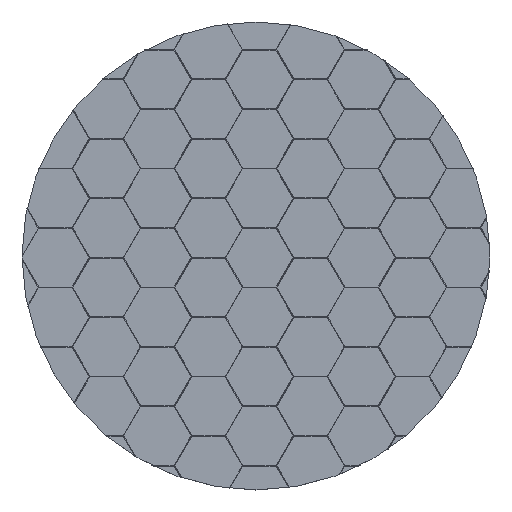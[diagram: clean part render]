
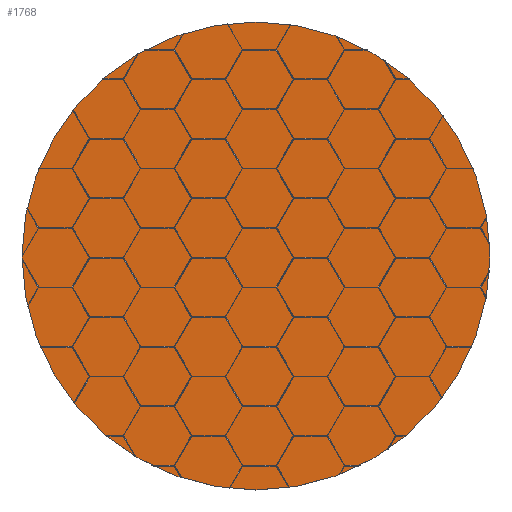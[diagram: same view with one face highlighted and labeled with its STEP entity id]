
A CAD part, top view. The second image highlights one B-rep face of the part: STEP entity #1768.
In plain terms, the highlighted planar face has unit normal (0, 0, 1).
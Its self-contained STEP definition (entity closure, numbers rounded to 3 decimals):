
#681 = EDGE_LOOP ( 'NONE', ( #21253, #11207 ) ) ;
#1597 = DIRECTION ( 'NONE',  ( 0., 0., 1. ) ) ;
#1768 = ADVANCED_FACE ( 'NONE', ( #20851 ), #12630, .T. ) ;
#1812 = CARTESIAN_POINT ( 'NONE',  ( 0., 0., 1. ) ) ;
#3922 = DIRECTION ( 'NONE',  ( 0., 0., 1. ) ) ;
#4079 = DIRECTION ( 'NONE',  ( 1., 0., 0. ) ) ;
#4829 = CARTESIAN_POINT ( 'NONE',  ( 12.5, 0., 1. ) ) ;
#4937 = CARTESIAN_POINT ( 'NONE',  ( 0., 0., 1. ) ) ;
#7512 = CIRCLE ( 'NONE', #14353, 12.5 ) ;
#9350 = CIRCLE ( 'NONE', #25498, 12.5 ) ;
#10615 = DIRECTION ( 'NONE',  ( 1., 0., 0. ) ) ;
#11207 = ORIENTED_EDGE ( 'NONE', *, *, #18773, .T. ) ;
#12630 = PLANE ( 'NONE',  #21433 ) ;
#13393 = VERTEX_POINT ( 'NONE', #4829 ) ;
#14353 = AXIS2_PLACEMENT_3D ( 'NONE', #1812, #3922, #4079 ) ;
#17600 = DIRECTION ( 'NONE',  ( 1., 0., 0. ) ) ;
#17627 = VERTEX_POINT ( 'NONE', #22754 ) ;
#18773 = EDGE_CURVE ( 'NONE', #13393, #17627, #7512, .T. ) ;
#19690 = EDGE_CURVE ( 'NONE', #17627, #13393, #9350, .T. ) ;
#20851 = FACE_OUTER_BOUND ( 'NONE', #681, .T. ) ;
#21253 = ORIENTED_EDGE ( 'NONE', *, *, #19690, .T. ) ;
#21433 = AXIS2_PLACEMENT_3D ( 'NONE', #4937, #24553, #10615 ) ;
#22754 = CARTESIAN_POINT ( 'NONE',  ( -12.5, 0., 1. ) ) ;
#24553 = DIRECTION ( 'NONE',  ( 0., 0., 1. ) ) ;
#25498 = AXIS2_PLACEMENT_3D ( 'NONE', #25523, #1597, #17600 ) ;
#25523 = CARTESIAN_POINT ( 'NONE',  ( 0., 0., 1. ) ) ;
